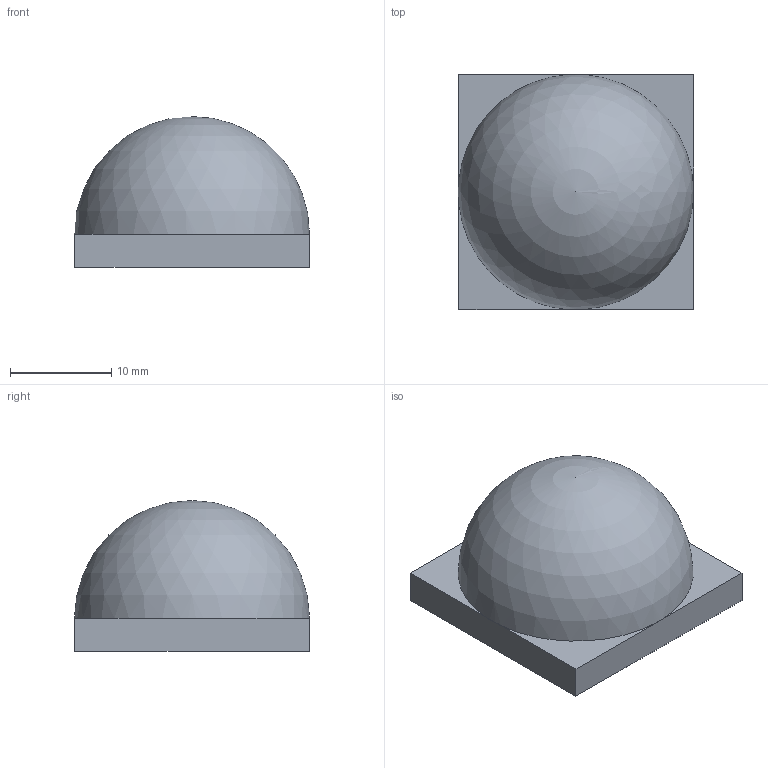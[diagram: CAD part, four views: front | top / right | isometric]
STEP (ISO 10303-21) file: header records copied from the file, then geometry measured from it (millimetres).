
FILE_DESCRIPTION(('FreeCAD Model'),'2;1');
FILE_NAME( 'Fresnel_lens_S8002.step' ,'2018-02-15T14:39:27',('kicad StepUp'),('ksu MCAD'), 'Open CASCADE STEP processor 6.8','FreeCAD','Unknown');
FILE_SCHEMA(('AUTOMOTIVE_DESIGN_CC2 { 1 2 10303 214 -1 1 5 4 }'));
Length unit declared in the file: millimetre
Products named in the file (1): Fresnel_lens_S8002
Bounding box: 23.25 x 23.24 x 14.92 mm (x, y, z)
Volume: 5062.3 mm3; surface area: 1807.2 mm2
Topology: 1 solids, 1 shells, 12 faces, 27 edges, 16 vertices
Faces by surface type: plane 11, sphere 1
Entity records: 347 total; most frequent: DIRECTION 60, CARTESIAN_POINT 55, ORIENTED_EDGE 52, EDGE_CURVE 26, AXIS2_PLACEMENT_3D 21, LINE 18, VECTOR 18, VERTEX_POINT 16
